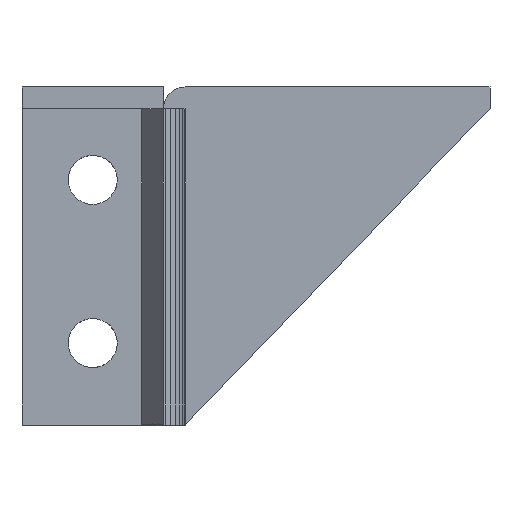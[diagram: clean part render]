
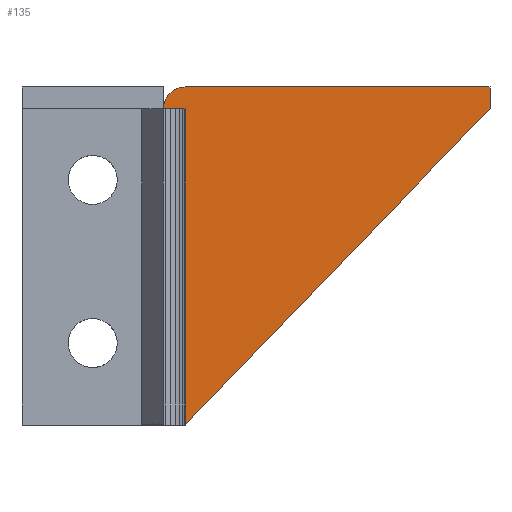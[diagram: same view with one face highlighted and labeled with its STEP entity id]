
A CAD part, front view. The second image highlights one B-rep face of the part: STEP entity #135.
In plain terms, the highlighted planar face has unit normal (0, -1, 0).
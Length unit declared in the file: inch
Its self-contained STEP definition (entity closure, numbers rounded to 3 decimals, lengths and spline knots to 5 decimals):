
#135=ADVANCED_FACE('',(#321),#322,.T.);
#321=FACE_OUTER_BOUND('',#637,.T.);
#322=PLANE('',#638);
#637=EDGE_LOOP('',(#1102,#1103,#1104,#1105,#1106,#1107,#1108));
#638=AXIS2_PLACEMENT_3D('',#1109,#1110,#1111);
#1102=ORIENTED_EDGE('',*,*,#1688,.T.);
#1103=ORIENTED_EDGE('',*,*,#1689,.T.);
#1104=ORIENTED_EDGE('',*,*,#1690,.T.);
#1105=ORIENTED_EDGE('',*,*,#1691,.T.);
#1106=ORIENTED_EDGE('',*,*,#1669,.F.);
#1107=ORIENTED_EDGE('',*,*,#1692,.F.);
#1108=ORIENTED_EDGE('',*,*,#1693,.F.);
#1109=CARTESIAN_POINT('',(3.09745,3.74297,-1.53984));
#1110=DIRECTION('',(0.,-1.0,0.));
#1111=DIRECTION('',(1.0,0.,0.));
#1669=EDGE_CURVE('',#2012,#2014,#2015,.T.);
#1688=EDGE_CURVE('',#2042,#2043,#2044,.T.);
#1689=EDGE_CURVE('',#2043,#2045,#2046,.T.);
#1690=EDGE_CURVE('',#2045,#2047,#2048,.T.);
#1691=EDGE_CURVE('',#2047,#2014,#2049,.T.);
#1692=EDGE_CURVE('',#2050,#2012,#2051,.T.);
#1693=EDGE_CURVE('',#2042,#2050,#2052,.T.);
#2012=VERTEX_POINT('',#2622);
#2014=VERTEX_POINT('',#2625);
#2015=CIRCLE('',#2626,0.25);
#2042=VERTEX_POINT('',#2690);
#2043=VERTEX_POINT('',#2691);
#2044=LINE('',#2692,#2693);
#2045=VERTEX_POINT('',#2694);
#2046=LINE('',#2695,#2696);
#2047=VERTEX_POINT('',#2697);
#2048=LINE('',#2698,#2699);
#2049=LINE('',#2700,#2701);
#2050=VERTEX_POINT('',#2702);
#2051=LINE('',#2703,#2704);
#2052=LINE('',#2705,#2706);
#2622=CARTESIAN_POINT('',(1.62196,3.74297,-0.25));
#2625=CARTESIAN_POINT('',(1.87149,3.74297,0.0));
#2626=AXIS2_PLACEMENT_3D('',#3347,#3348,#3349);
#2690=CARTESIAN_POINT('',(1.87149,3.74297,-0.25));
#2691=CARTESIAN_POINT('',(1.87149,3.74297,-3.8712));
#2692=CARTESIAN_POINT('',(1.87149,3.74297,-0.25));
#2693=VECTOR('',#3359,1.);
#2694=CARTESIAN_POINT('',(5.36493,3.74297,-0.25));
#2695=CARTESIAN_POINT('',(1.87149,3.74297,-3.8712));
#2696=VECTOR('',#3360,1.0);
#2697=CARTESIAN_POINT('',(5.36493,3.74297,0.0));
#2698=CARTESIAN_POINT('',(5.36493,3.74297,-0.25));
#2699=VECTOR('',#3361,1.);
#2700=CARTESIAN_POINT('',(5.36493,3.74297,0.0));
#2701=VECTOR('',#3362,1.);
#2702=CARTESIAN_POINT('',(1.8486,3.74297,-0.25));
#2703=CARTESIAN_POINT('',(2.44417,3.74297,-0.25));
#2704=VECTOR('',#3363,1.);
#2705=CARTESIAN_POINT('',(5.36493,3.74297,-0.25));
#2706=VECTOR('',#3364,1.);
#3347=CARTESIAN_POINT('',(1.87196,3.74297,-0.25));
#3348=DIRECTION('',(0.0,1.0,0.0));
#3349=DIRECTION('',(-0.002,0.0,1.));
#3359=DIRECTION('',(0.0,0.0,-1.0));
#3360=DIRECTION('',(0.694,0.0,0.72));
#3361=DIRECTION('',(0.0,0.0,1.0));
#3362=DIRECTION('',(-1.0,0.0,0.0));
#3363=DIRECTION('',(-1.0,0.0,0.0));
#3364=DIRECTION('',(-1.0,0.0,0.0));
